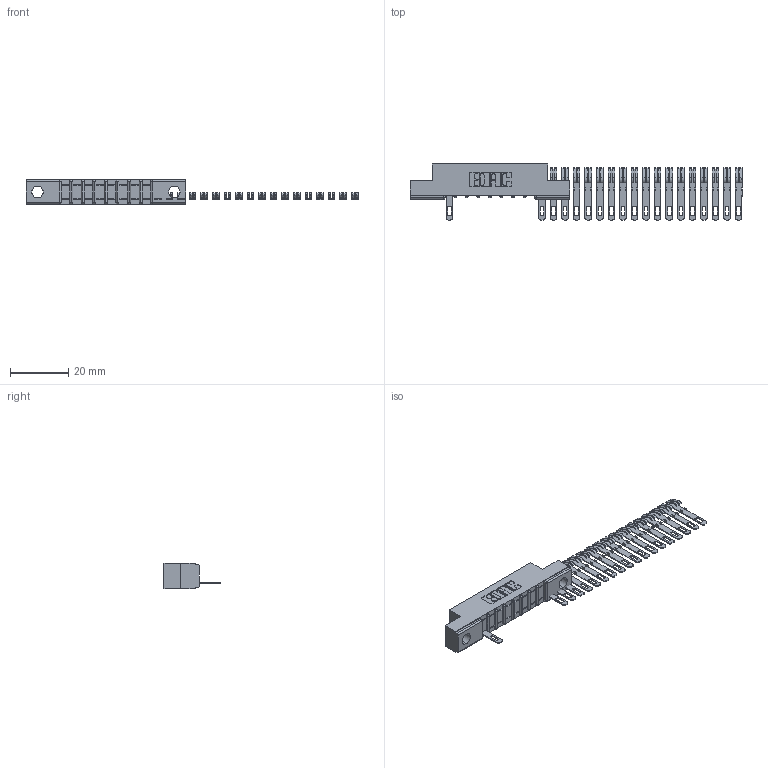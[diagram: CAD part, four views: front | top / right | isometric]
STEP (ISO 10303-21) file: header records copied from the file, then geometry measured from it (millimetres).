
FILE_DESCRIPTION (( 'STEP AP203' ), '1' );
FILE_NAME ('357-026-505-102.STEP', '2018-08-09T02:22:22', ( '' ), ( '' ), 'SwSTEP 2.0', 'SolidWorks 2016', '' );
FILE_SCHEMA (( 'CONFIG_CONTROL_DESIGN' ));
Length unit declared in the file: inch
Products named in the file (3): 357-026-505-102; 307 Part_.128 Dia Mounting Holes; 307-290-001_505
Assembly tree (20 placements, depth 2):
  357-026-505-102
    307 Part_.128 Dia Mounting Holes
    307-290-001_505  x19
Bounding box: 113.68 x 19.18 x 8.71 mm (x, y, z)
Volume: 3586.6 mm3; surface area: 5988.6 mm2
Topology: 20 solids, 20 shells, 971 faces, 2697 edges, 1746 vertices
Faces by surface type: plane 622, cylinder 331, sphere 18
Entity records: 11378 total; most frequent: CARTESIAN_POINT 1855, DIRECTION 1837, ORIENTED_EDGE 1830, EDGE_CURVE 915, VECTOR 685, LINE 685, VERTEX_POINT 594, AXIS2_PLACEMENT_3D 576
